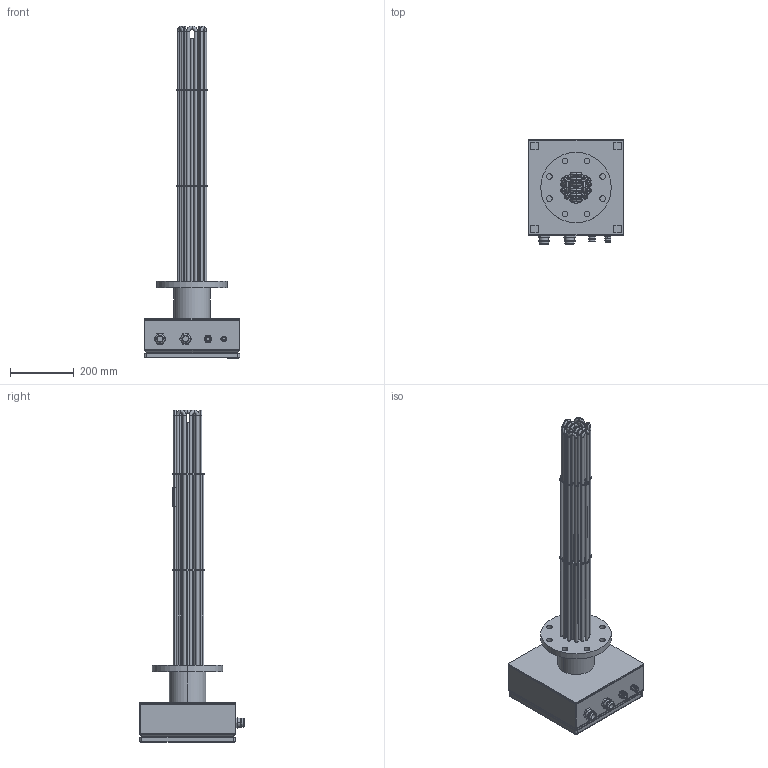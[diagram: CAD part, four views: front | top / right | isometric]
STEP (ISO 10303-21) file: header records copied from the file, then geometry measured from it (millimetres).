
FILE_DESCRIPTION (( 'STEP AP214' ), '1' );
FILE_NAME ('180010 - SSFHK 40 kW DN100 ET 800 STEP.STEP', '2021-06-08T09:36:03', ( '' ), ( '' ), 'SwSTEP 2.0', 'SolidWorks 2021', '' );
FILE_SCHEMA (( 'AUTOMOTIVE_DESIGN' ));
Length unit declared in the file: millimetre
Products named in the file (21): RHK^Rohrheizkörper_SSFHK_ET 800; Messingbrücken^SSFHK_TYP D - DN100 - 12 RHK ; STB TF^Fühlerschutzrohre_SSFHK_800mm; DECKEL 300^AK 300x300x120_Anschlusskasten_SSFHK; BODY 300^AK 300x300x120_Anschlusskasten_SSFHK; WB 10er^Fühlerschutzrohre_SSFHK; Kühlstrecke^SSFHK_DN100; Anschlusskasten^SSFHK_300x300x120; Distanzscheiben^SSFHK_DN100 - 12 RHK; 180010 - SSFHK 40 kW DN100 ET 800 STEP; AK 300x300x120^Anschlusskasten_SSFHK; Rohrheizkörper^SSFHK_DN100 - 12 RHK - 800 mm; KV M16 WT MS^Kabelverschraubung_SSFHK; Fühlerschutzrohre^SSFHK_DN100 - 800 mm; KV M20 WT MS^Kabelverschraubung_SSFHK; VM^SSFHK_DN100 - 9 RHK - 800mm; Anschlusskastenplatte^SSFHK_300; FSR STB^Fühlerschutzrohre_SSFHK; KV M32 WT^Kabelverschraubung_SSFHK; Flansch^SSFHK_DN100 - 12 RHK; Kabelverschraubung^SSFHK_2xM32+M20+M16
Assembly tree (33 placements, depth 4):
  180010 - SSFHK 40 kW DN100 ET 800 STEP
    Flansch^SSFHK_DN100 - 12 RHK
    Rohrheizkörper^SSFHK_DN100 - 12 RHK - 800 mm
      RHK^Rohrheizkörper_SSFHK_ET 800  x12
    Distanzscheiben^SSFHK_DN100 - 12 RHK  x2
    Kühlstrecke^SSFHK_DN100
    Anschlusskastenplatte^SSFHK_300
    Fühlerschutzrohre^SSFHK_DN100 - 800 mm
      FSR STB^Fühlerschutzrohre_SSFHK
      STB TF^Fühlerschutzrohre_SSFHK_800mm
      WB 10er^Fühlerschutzrohre_SSFHK
    Anschlusskasten^SSFHK_300x300x120
      AK 300x300x120^Anschlusskasten_SSFHK
        BODY 300^AK 300x300x120_Anschlusskasten_SSFHK
        DECKEL 300^AK 300x300x120_Anschlusskasten_SSFHK
    Kabelverschraubung^SSFHK_2xM32+M20+M16
      KV M16 WT MS^Kabelverschraubung_SSFHK
      KV M20 WT MS^Kabelverschraubung_SSFHK
      KV M32 WT^Kabelverschraubung_SSFHK  x2
    Messingbrücken^SSFHK_TYP D - DN100 - 12 RHK 
    VM^SSFHK_DN100 - 9 RHK - 800mm
Bounding box: 300 x 327.5 x 1038 mm (x, y, z)
Volume: 2271388.4 mm3; surface area: 2245592.8 mm2
Topology: 39 solids, 39 shells, 2178 faces, 5962 edges, 3894 vertices
Faces by surface type: cylinder 1473, plane 527, torus 160, cone 16, bspline 2
Entity records: 45032 total; most frequent: CARTESIAN_POINT 8299, DIRECTION 7921, ORIENTED_EDGE 7218, EDGE_CURVE 3609, AXIS2_PLACEMENT_3D 3116, VERTEX_POINT 2370, CIRCLE 1758, LINE 1689
